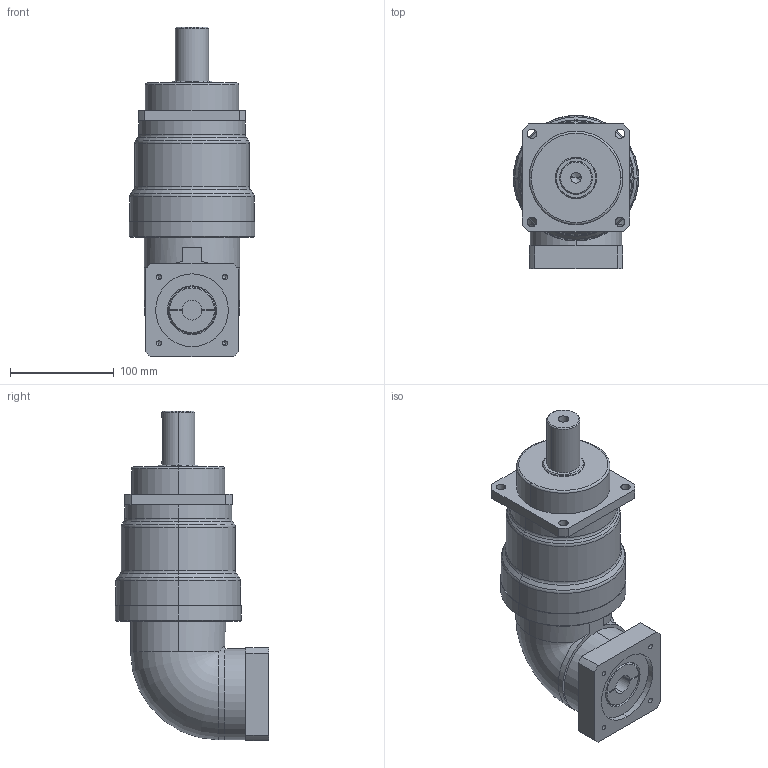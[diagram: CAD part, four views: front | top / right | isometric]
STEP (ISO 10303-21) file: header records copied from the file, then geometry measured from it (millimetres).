
FILE_DESCRIPTION (( 'STEP AP203' ), '1' );
FILE_NAME ('EVS100-L3-19-70-90.STEP', '2022-06-16T03:55:43', ( 'PC' ), ( 'Microsoft' ), 'SwSTEP 2.0', 'SolidWorks 2016', '' );
FILE_SCHEMA (( 'CONFIG_CONTROL_DESIGN' ));
Length unit declared in the file: millimetre
Products named in the file (1): EVS100-L3-19-70-90
Bounding box: 121 x 147.5 x 317.8 mm (x, y, z)
Volume: 2336647.2 mm3; surface area: 146859.2 mm2
Topology: 1 solids, 1 shells, 123 faces, 295 edges, 178 vertices
Faces by surface type: cylinder 56, plane 33, cone 23, torus 11
Entity records: 3672 total; most frequent: CARTESIAN_POINT 674, DIRECTION 671, ORIENTED_EDGE 566, EDGE_CURVE 283, AXIS2_PLACEMENT_3D 273, VERTEX_POINT 178, CIRCLE 149, EDGE_LOOP 147
